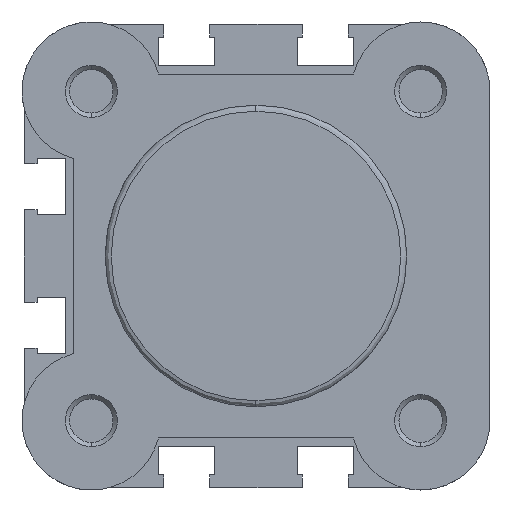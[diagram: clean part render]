
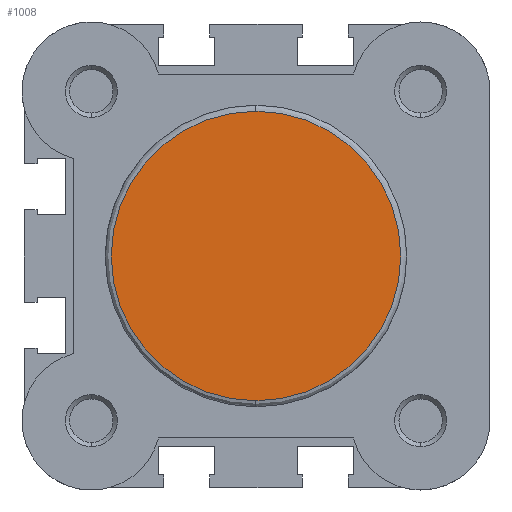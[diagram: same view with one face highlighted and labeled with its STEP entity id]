
A CAD part, left-side view. The second image highlights one B-rep face of the part: STEP entity #1008.
In plain terms, the highlighted planar face has unit normal (-1, 0, 0).
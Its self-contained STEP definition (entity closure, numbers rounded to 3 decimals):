
#1008 = ADVANCED_FACE ( 'NONE', ( #1053 ), #5479, .T. ) ;
#1053 = FACE_OUTER_BOUND ( 'NONE', #5843, .T. ) ;
#1405 = CIRCLE ( 'NONE', #4287, 16.7 ) ;
#1496 = CIRCLE ( 'NONE', #4320, 16.7 ) ;
#2166 = CARTESIAN_POINT ( 'NONE',  ( 0., 0., 0. ) ) ;
#2174 = DIRECTION ( 'NONE',  ( -1., 0., 0. ) ) ;
#2175 = DIRECTION ( 'NONE',  ( 0., 0., 1. ) ) ;
#3076 = CARTESIAN_POINT ( 'NONE',  ( 0., 0., -16.7 ) ) ;
#3077 = CARTESIAN_POINT ( 'NONE',  ( 0., 0., 16.7 ) ) ;
#3876 = EDGE_CURVE ( 'NONE', #5313, #5312, #1405, .T. ) ;
#3939 = EDGE_CURVE ( 'NONE', #5312, #5313, #1496, .T. ) ;
#4230 = AXIS2_PLACEMENT_3D ( 'NONE', #5480, #5465, #5464 ) ;
#4287 = AXIS2_PLACEMENT_3D ( 'NONE', #4540, #4536, #4543 ) ;
#4320 = AXIS2_PLACEMENT_3D ( 'NONE', #2166, #2174, #2175 ) ;
#4536 = DIRECTION ( 'NONE',  ( -1., 0., 0. ) ) ;
#4540 = CARTESIAN_POINT ( 'NONE',  ( 0., 0., 0. ) ) ;
#4543 = DIRECTION ( 'NONE',  ( 0., 0., 1. ) ) ;
#5312 = VERTEX_POINT ( 'NONE', #3076 ) ;
#5313 = VERTEX_POINT ( 'NONE', #3077 ) ;
#5464 = DIRECTION ( 'NONE',  ( 0., 0., 1. ) ) ;
#5465 = DIRECTION ( 'NONE',  ( -1., 0., 0. ) ) ;
#5479 = PLANE ( 'NONE',  #4230 ) ;
#5480 = CARTESIAN_POINT ( 'NONE',  ( 0., -17.4, 0. ) ) ;
#5757 = ORIENTED_EDGE ( 'NONE', *, *, #3939, .T. ) ;
#5758 = ORIENTED_EDGE ( 'NONE', *, *, #3876, .T. ) ;
#5843 = EDGE_LOOP ( 'NONE', ( #5758, #5757 ) ) ;
